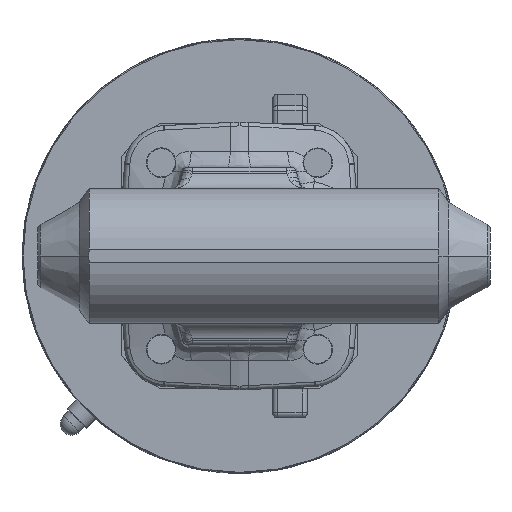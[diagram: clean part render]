
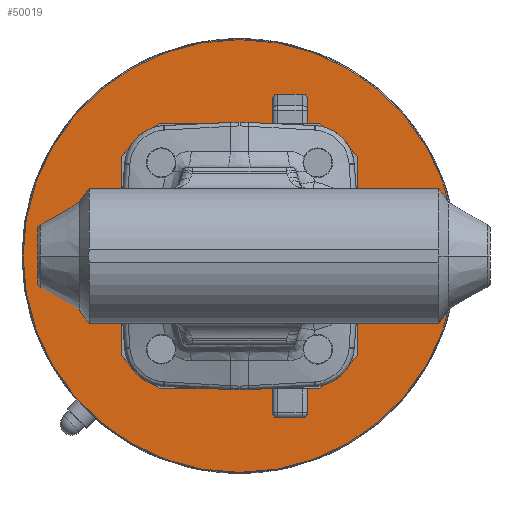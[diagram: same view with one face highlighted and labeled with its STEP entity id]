
A CAD part, front view. The second image highlights one B-rep face of the part: STEP entity #50019.
In plain terms, the highlighted planar face has unit normal (0, -1, 0).
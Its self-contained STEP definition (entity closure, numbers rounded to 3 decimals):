
#49538=CARTESIAN_POINT('',(0.,192.9,
0.));
#49539=DIRECTION('',(0.,1.,0.));
#49540=DIRECTION('',(-1.,0.,0.));
#49541=AXIS2_PLACEMENT_3D('',#49538,#49539,#49540);
#49543=CARTESIAN_POINT('',(0.,192.9,
0.));
#49544=DIRECTION('',(0.,1.,0.));
#49545=DIRECTION('',(1.,0.,0.));
#49546=AXIS2_PLACEMENT_3D('',#49543,#49544,#49545);
#50000=CARTESIAN_POINT('',(-62.2,192.9,
0.));
#50001=CARTESIAN_POINT('',(62.2,192.9,0.));
#50002=VERTEX_POINT('',#50000);
#50003=VERTEX_POINT('',#50001);
#50008=CARTESIAN_POINT('',(0.,192.9,0.));
#50009=DIRECTION('',(0.,-1.,0.));
#50010=DIRECTION('',(-1.,0.,0.));
#50011=AXIS2_PLACEMENT_3D('',#50008,#50009,#50010);
#50012=PLANE('',#50011);
#50014=ORIENTED_EDGE('',*,*,#50013,.T.);
#50016=ORIENTED_EDGE('',*,*,#50015,.T.);
#50017=EDGE_LOOP('',(#50014,#50016));
#50018=FACE_OUTER_BOUND('',#50017,.F.);
#50019=ADVANCED_FACE('',(#50018),#50012,.T.);
#49542=CIRCLE('',#49541,62.2);
#49547=CIRCLE('',#49546,62.2);
#50013=EDGE_CURVE('',#50002,#50003,#49542,.T.);
#50015=EDGE_CURVE('',#50003,#50002,#49547,.T.);
